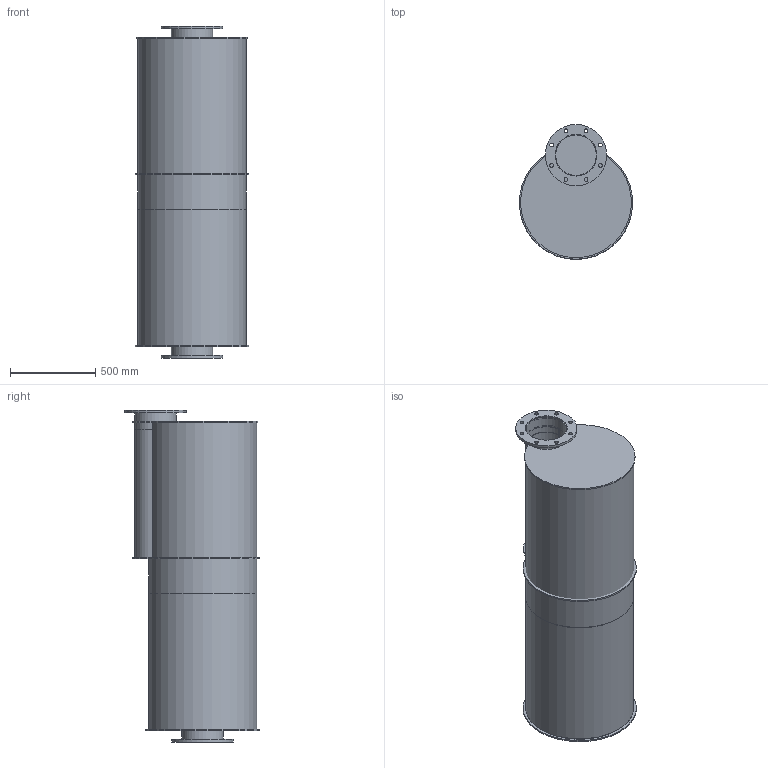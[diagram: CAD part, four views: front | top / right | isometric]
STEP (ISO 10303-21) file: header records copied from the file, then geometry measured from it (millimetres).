
FILE_DESCRIPTION(/* description */ (''),/* implementation_level */ '2;1');
FILE_NAME(/* name */ 'Sdad 09.stp',/* time_stamp */ '2015-02-17T10:49:06+01:00',/* author */ ('Tekenkamer'),/* organization */ (''),/* preprocessor_version */ 'ST-DEVELOPER v15.6',/* originating_system */ 'Autodesk Inventor 2015',/* authorisation */ '');
FILE_SCHEMA (('AUTOMOTIVE_DESIGN { 1 0 10303 214 3 1 1 }'));
Length unit declared in the file: millimetre
Products named in the file (1): Sdad 09
Bounding box: 665 x 789.5 x 1950 mm (x, y, z)
Volume: 28022501 mm3; surface area: 14934110.4 mm2
Topology: 12 solids, 12 shells, 68 faces, 132 edges, 88 vertices
Faces by surface type: cylinder 44, plane 24
Full cylindrical faces by diameter (mm): 22 x16, 238 x4, 244 x4, 246 x5, 360 x2, 629 x2, 635 x2, 665 x1
Entity records: 1732 total; most frequent: DIRECTION 322, CARTESIAN_POINT 253, ORIENTED_EDGE 192, EDGE_LOOP 158, AXIS2_PLACEMENT_3D 157, EDGE_CURVE 96, FACE_BOUND 90, CIRCLE 88
